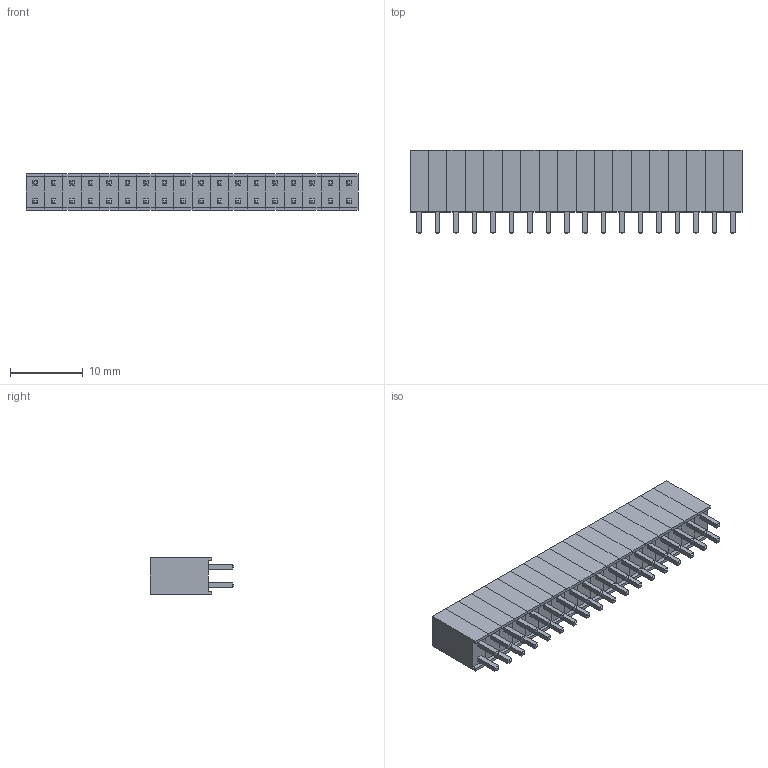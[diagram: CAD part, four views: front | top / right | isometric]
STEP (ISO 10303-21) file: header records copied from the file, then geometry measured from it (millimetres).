
FILE_DESCRIPTION (( 'STEP AP214' ), '1' );
FILE_NAME ('DS-1023-36.STEP', '2019-07-10T22:36:14', ( '' ), ( '' ), 'SwSTEP 2.0', 'SolidWorks 2018', '' );
FILE_SCHEMA (( 'AUTOMOTIVE_DESIGN' ));
Length unit declared in the file: millimetre
Products named in the file (1): DS-1023-36
Bounding box: 45.72 x 11.5 x 5 mm (x, y, z)
Volume: 1808.7 mm3; surface area: 3373.4 mm2
Topology: 18 solids, 18 shells, 828 faces, 1872 edges, 1152 vertices
Faces by surface type: plane 828
Entity records: 31547 total; most frequent: CARTESIAN_POINT 3853, ORIENTED_EDGE 3744, DIRECTION 3530, VECTOR 1872, LINE 1872, EDGE_CURVE 1872, VERTEX_POINT 1152, EDGE_LOOP 900
